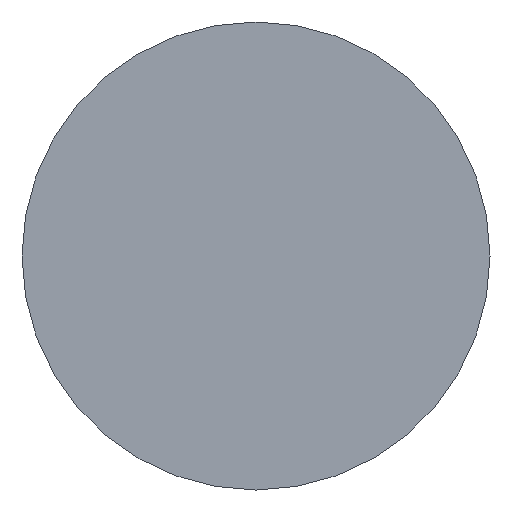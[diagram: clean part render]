
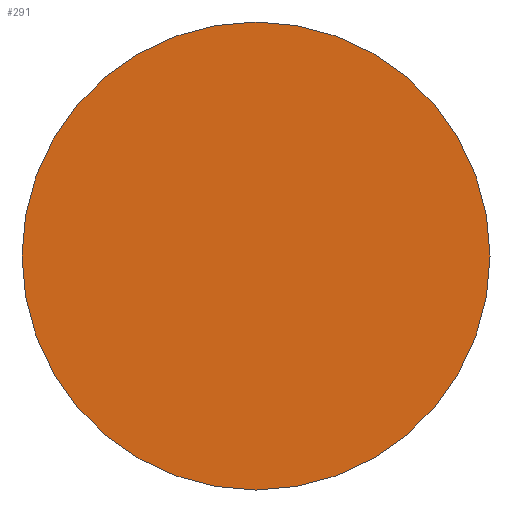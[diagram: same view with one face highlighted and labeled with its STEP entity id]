
A CAD part, front view. The second image highlights one B-rep face of the part: STEP entity #291.
In plain terms, the highlighted planar face has unit normal (0, -1, 0).
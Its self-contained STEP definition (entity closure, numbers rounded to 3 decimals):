
#225=VERTEX_POINT('',#541);
#291=ADVANCED_FACE('',(#616),#617,.T.);
#293=EDGE_CURVE('',#225,#359,#619,.T.);
#359=VERTEX_POINT('',#698);
#413=EDGE_CURVE('',#359,#225,#756,.T.);
#541=CARTESIAN_POINT('',(-15.0,-15.0,0.0));
#616=FACE_OUTER_BOUND('',#987,.T.);
#617=PLANE('',#988);
#619=CIRCLE('',#991,15.0);
#698=CARTESIAN_POINT('',(15.0,-15.0,0.));
#756=CIRCLE('',#1168,15.0);
#987=EDGE_LOOP('',(#1410,#1411));
#988=AXIS2_PLACEMENT_3D('',#1412,#1413,#1414);
#991=AXIS2_PLACEMENT_3D('',#1415,#1416,#1417);
#1168=AXIS2_PLACEMENT_3D('',#1599,#1600,#1601);
#1410=ORIENTED_EDGE('',*,*,#293,.T.);
#1411=ORIENTED_EDGE('',*,*,#413,.T.);
#1412=CARTESIAN_POINT('',(0.,-15.0,0.0));
#1413=DIRECTION('',(0.,-1.0,0.0));
#1414=DIRECTION('',(-1.0,0.,0.0));
#1415=CARTESIAN_POINT('',(0.,-15.0,0.0));
#1416=DIRECTION('',(0.,-1.0,0.0));
#1417=DIRECTION('',(-1.0,0.,0.0));
#1599=CARTESIAN_POINT('',(0.,-15.0,0.0));
#1600=DIRECTION('',(0.,-1.0,0.0));
#1601=DIRECTION('',(-1.0,0.,0.0));
